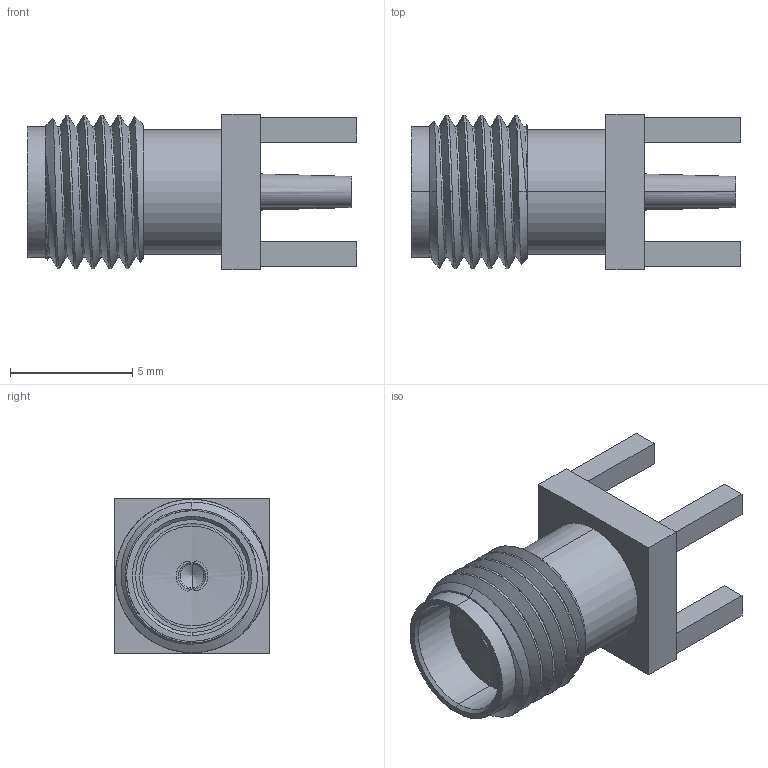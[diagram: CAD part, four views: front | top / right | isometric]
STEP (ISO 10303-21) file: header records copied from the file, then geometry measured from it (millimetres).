
FILE_DESCRIPTION (( 'STEP AP214' ), '1' );
FILE_NAME ('901-144-3.STEP', '2024-05-09T09:01:30', ( '' ), ( '' ), 'SwSTEP 2.0', 'SolidWorks 2024', '' );
FILE_SCHEMA (( 'AUTOMOTIVE_DESIGN' ));
Length unit declared in the file: millimetre
Products named in the file (1): 901-144-3
Bounding box: 13.46 x 6.35 x 6.35 mm (x, y, z)
Volume: 233.8 mm3; surface area: 432.2 mm2
Topology: 1 solids, 1 shells, 76 faces, 200 edges, 136 vertices
Faces by surface type: plane 36, cylinder 20, cone 14, bspline 6
Entity records: 5191 total; most frequent: CARTESIAN_POINT 2655, ORIENTED_EDGE 396, DIRECTION 263, EDGE_CURVE 198, VERTEX_POINT 136, B_SPLINE_CURVE_WITH_KNOTS 93, VECTOR 89, LINE 89
